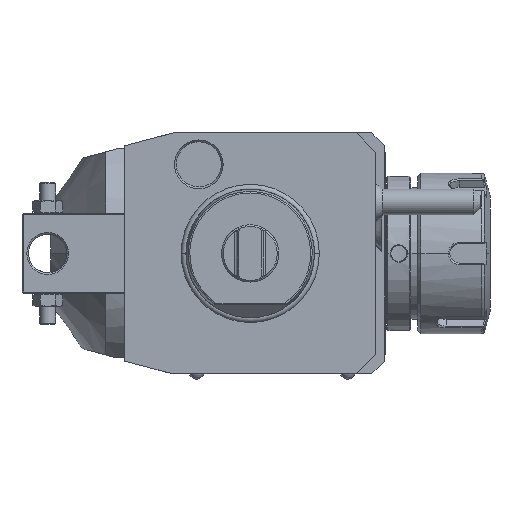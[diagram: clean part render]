
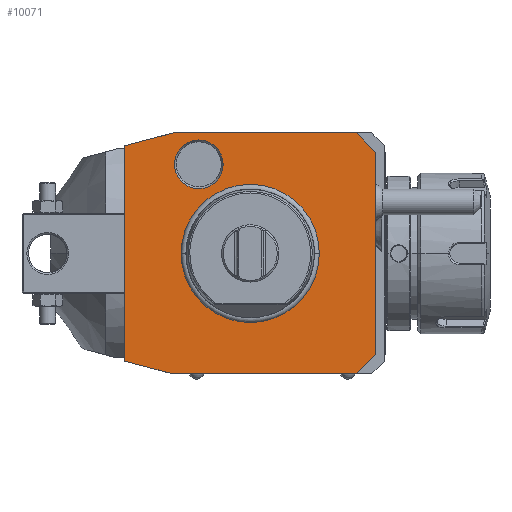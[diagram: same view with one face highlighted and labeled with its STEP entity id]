
A CAD part, front view. The second image highlights one B-rep face of the part: STEP entity #10071.
In plain terms, the highlighted planar face has unit normal (0, -1, 0).
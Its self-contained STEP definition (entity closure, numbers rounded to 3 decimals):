
#1=DIRECTION('',(0.966,0.,-0.259));
#2=VECTOR('',#1,15.529);
#3=CARTESIAN_POINT('',(-39.,0.,-33.481));
#4=LINE('',#3,#2);
#5=DIRECTION('',(0.,0.,-1.));
#6=VECTOR('',#5,66.962);
#7=CARTESIAN_POINT('',(-39.,0.,33.481));
#8=LINE('',#7,#6);
#9=DIRECTION('',(-0.966,0.,-0.259));
#10=VECTOR('',#9,15.529);
#11=CARTESIAN_POINT('',(-24.,0.,37.5));
#12=LINE('',#11,#10);
#13=DIRECTION('',(-1.,0.,0.));
#14=VECTOR('',#13,57.);
#15=CARTESIAN_POINT('',(33.,0.,37.5));
#16=LINE('',#15,#14);
#17=DIRECTION('',(-0.707,0.,0.707));
#18=VECTOR('',#17,8.485);
#19=CARTESIAN_POINT('',(39.,0.,31.5));
#20=LINE('',#19,#18);
#21=DIRECTION('',(0.,0.,1.));
#22=VECTOR('',#21,63.);
#23=CARTESIAN_POINT('',(39.,0.,-31.5));
#24=LINE('',#23,#22);
#25=DIRECTION('',(0.707,0.,0.707));
#26=VECTOR('',#25,8.485);
#27=CARTESIAN_POINT('',(33.,0.,-37.5));
#28=LINE('',#27,#26);
#29=DIRECTION('',(1.,0.,0.));
#30=VECTOR('',#29,57.);
#31=CARTESIAN_POINT('',(-24.,0.,-37.5));
#32=LINE('',#31,#30);
#33=CARTESIAN_POINT('',(-16.,0.,27.713));
#34=DIRECTION('',(0.,1.,0.));
#35=DIRECTION('',(-1.,0.,0.));
#36=AXIS2_PLACEMENT_3D('',#33,#34,#35);
#38=CARTESIAN_POINT('',(-16.,0.,27.713));
#39=DIRECTION('',(0.,1.,0.));
#40=DIRECTION('',(1.,0.,0.));
#41=AXIS2_PLACEMENT_3D('',#38,#39,#40);
#7531=CARTESIAN_POINT('',(0.,0.,0.));
#7532=DIRECTION('',(0.,-1.,0.));
#7533=DIRECTION('',(1.,0.,0.));
#7534=AXIS2_PLACEMENT_3D('',#7531,#7532,#7533);
#7536=CARTESIAN_POINT('',(0.,0.,0.));
#7537=DIRECTION('',(0.,-1.,0.));
#7538=DIRECTION('',(-1.,0.,0.));
#7539=AXIS2_PLACEMENT_3D('',#7536,#7537,#7538);
#9112=CARTESIAN_POINT('',(-23.577,0.,
27.713));
#9113=CARTESIAN_POINT('',(-8.423,0.,
27.713));
#9114=VERTEX_POINT('',#9112);
#9115=VERTEX_POINT('',#9113);
#9880=CARTESIAN_POINT('',(-39.,0.,-33.481));
#9881=CARTESIAN_POINT('',(-24.,0.,-37.5));
#9882=VERTEX_POINT('',#9880);
#9883=VERTEX_POINT('',#9881);
#9884=CARTESIAN_POINT('',(33.,0.,-37.5));
#9885=VERTEX_POINT('',#9884);
#9886=CARTESIAN_POINT('',(39.,0.,-31.5));
#9887=VERTEX_POINT('',#9886);
#9888=CARTESIAN_POINT('',(39.,0.,31.5));
#9889=VERTEX_POINT('',#9888);
#9890=CARTESIAN_POINT('',(33.,0.,37.5));
#9891=VERTEX_POINT('',#9890);
#9892=CARTESIAN_POINT('',(-24.,0.,37.5));
#9893=VERTEX_POINT('',#9892);
#9894=CARTESIAN_POINT('',(-39.,0.,33.481));
#9895=VERTEX_POINT('',#9894);
#9928=CARTESIAN_POINT('',(21.137,0.,0.));
#9929=CARTESIAN_POINT('',(-21.137,0.,0.));
#9930=VERTEX_POINT('',#9928);
#9931=VERTEX_POINT('',#9929);
#10036=CARTESIAN_POINT('',(0.,0.,0.));
#10037=DIRECTION('',(0.,-1.,0.));
#10038=DIRECTION('',(-1.,0.,0.));
#10039=AXIS2_PLACEMENT_3D('',#10036,#10037,#10038);
#10040=PLANE('',#10039);
#10042=ORIENTED_EDGE('',*,*,#10041,.F.);
#10044=ORIENTED_EDGE('',*,*,#10043,.F.);
#10046=ORIENTED_EDGE('',*,*,#10045,.F.);
#10048=ORIENTED_EDGE('',*,*,#10047,.F.);
#10050=ORIENTED_EDGE('',*,*,#10049,.F.);
#10052=ORIENTED_EDGE('',*,*,#10051,.F.);
#10054=ORIENTED_EDGE('',*,*,#10053,.F.);
#10056=ORIENTED_EDGE('',*,*,#10055,.F.);
#10057=EDGE_LOOP('',(#10042,#10044,#10046,#10048,#10050,#10052,#10054,#10056));
#10058=FACE_OUTER_BOUND('',#10057,.F.);
#10060=ORIENTED_EDGE('',*,*,#10059,.T.);
#10062=ORIENTED_EDGE('',*,*,#10061,.T.);
#10063=EDGE_LOOP('',(#10060,#10062));
#10064=FACE_BOUND('',#10063,.F.);
#10066=ORIENTED_EDGE('',*,*,#10065,.F.);
#10068=ORIENTED_EDGE('',*,*,#10067,.F.);
#10069=EDGE_LOOP('',(#10066,#10068));
#10070=FACE_BOUND('',#10069,.F.);
#37=CIRCLE('',#36,7.577);
#42=CIRCLE('',#41,7.577);
#7535=CIRCLE('',#7534,21.137);
#7540=CIRCLE('',#7539,21.137);
#10041=EDGE_CURVE('',#9882,#9883,#4,.T.);
#10043=EDGE_CURVE('',#9895,#9882,#8,.T.);
#10045=EDGE_CURVE('',#9893,#9895,#12,.T.);
#10047=EDGE_CURVE('',#9891,#9893,#16,.T.);
#10049=EDGE_CURVE('',#9889,#9891,#20,.T.);
#10051=EDGE_CURVE('',#9887,#9889,#24,.T.);
#10053=EDGE_CURVE('',#9885,#9887,#28,.T.);
#10055=EDGE_CURVE('',#9883,#9885,#32,.T.);
#10059=EDGE_CURVE('',#9930,#9931,#7535,.T.);
#10061=EDGE_CURVE('',#9931,#9930,#7540,.T.);
#10065=EDGE_CURVE('',#9114,#9115,#37,.T.);
#10067=EDGE_CURVE('',#9115,#9114,#42,.T.);
#10071=ADVANCED_FACE('',(#10058,#10064,#10070),#10040,.T.);
